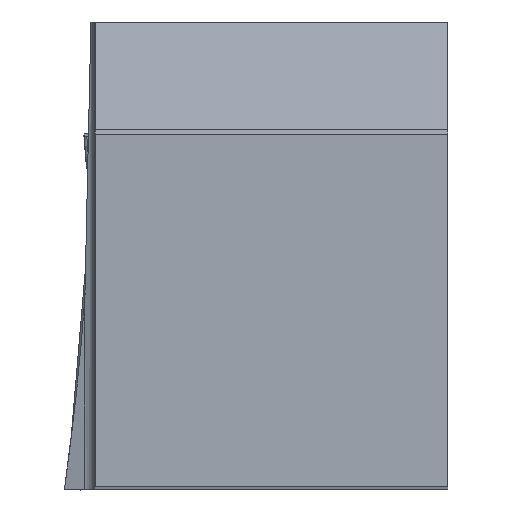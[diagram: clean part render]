
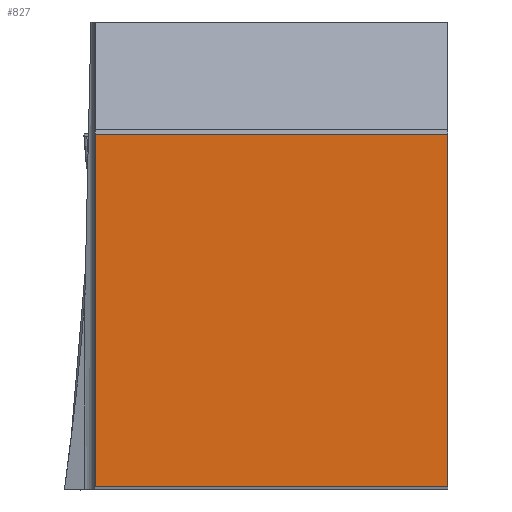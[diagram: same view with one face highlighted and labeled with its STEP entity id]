
A CAD part, top view. The second image highlights one B-rep face of the part: STEP entity #827.
In plain terms, the highlighted planar face has unit normal (0, 0, 1).
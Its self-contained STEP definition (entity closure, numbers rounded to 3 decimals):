
#148=PLANE('',#5328);
#827=ADVANCED_FACE('',(#1215),#148,.T.);
#1215=FACE_OUTER_BOUND('',#1522,.T.);
#1522=EDGE_LOOP('',(#3238,#3239,#3240,#3241));
#3238=ORIENTED_EDGE('',*,*,#4520,.F.);
#3239=ORIENTED_EDGE('',*,*,#4528,.T.);
#3240=ORIENTED_EDGE('',*,*,#4524,.T.);
#3241=ORIENTED_EDGE('',*,*,#4529,.F.);
#3785=VERTEX_POINT('',#11169);
#3788=VERTEX_POINT('',#11175);
#3790=VERTEX_POINT('',#11183);
#3791=VERTEX_POINT('',#11185);
#4520=EDGE_CURVE('',#3788,#3785,#4763,.T.);
#4524=EDGE_CURVE('',#3791,#3790,#4767,.T.);
#4528=EDGE_CURVE('',#3788,#3791,#4771,.T.);
#4529=EDGE_CURVE('',#3785,#3790,#4772,.T.);
#4763=LINE('',#11176,#5000);
#4767=LINE('',#11184,#5004);
#4771=LINE('',#11192,#5008);
#4772=LINE('',#11193,#5009);
#5000=VECTOR('',#6160,1.);
#5004=VECTOR('',#6168,1.);
#5008=VECTOR('',#6174,1.);
#5009=VECTOR('',#6175,1.);
#5328=AXIS2_PLACEMENT_3D('',#11194,#6176,#6177);
#6160=DIRECTION('',(0.,-1.,0.));
#6168=DIRECTION('',(0.,-1.,0.));
#6174=DIRECTION('',(-1.,0.,0.));
#6175=DIRECTION('',(-1.,0.,0.));
#6176=DIRECTION('',(0.,0.,1.));
#6177=DIRECTION('',(1.,0.,0.));
#11169=CARTESIAN_POINT('',(0.,0.,0.));
#11175=CARTESIAN_POINT('',(0.,24.9,0.));
#11176=CARTESIAN_POINT('',(0.,40.,0.));
#11183=CARTESIAN_POINT('',(-24.9,0.,0.));
#11184=CARTESIAN_POINT('',(-24.9,40.,0.));
#11185=CARTESIAN_POINT('',(-24.9,24.9,0.));
#11192=CARTESIAN_POINT('',(0.,24.9,0.));
#11193=CARTESIAN_POINT('',(0.,0.,0.));
#11194=CARTESIAN_POINT('',(0.,24.9,0.));
